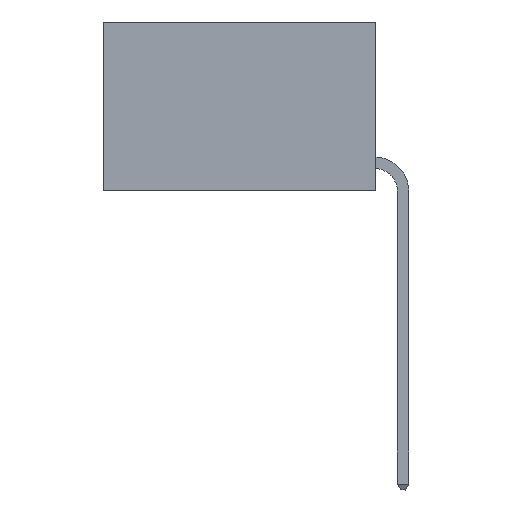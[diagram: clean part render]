
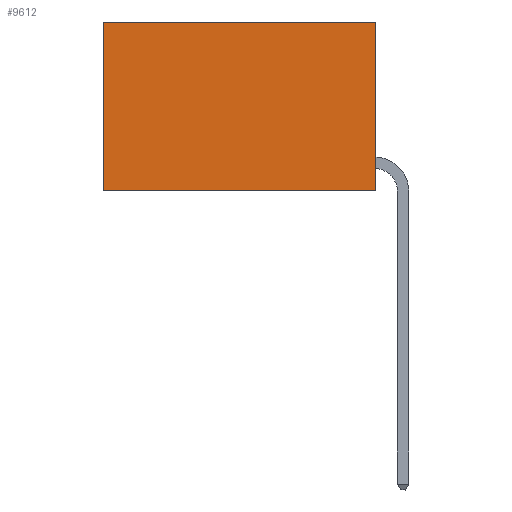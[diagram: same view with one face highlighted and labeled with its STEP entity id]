
A CAD part, left-side view. The second image highlights one B-rep face of the part: STEP entity #9612.
In plain terms, the highlighted planar face has unit normal (-1, 0, 0).
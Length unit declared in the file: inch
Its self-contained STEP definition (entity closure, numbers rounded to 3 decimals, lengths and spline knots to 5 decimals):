
#1850 = EDGE_CURVE ( 'NONE', #10709, #12978, #12714, .T. ) ;
#3639 = CARTESIAN_POINT ( 'NONE',  ( 0.2625, 0., 0. ) ) ;
#3779 = VECTOR ( 'NONE', #20829, 39.37008 ) ;
#4780 = DIRECTION ( 'NONE',  ( 0., 0., -1. ) ) ;
#5814 = CARTESIAN_POINT ( 'NONE',  ( 0.2625, 0., -0.37 ) ) ;
#5885 = ORIENTED_EDGE ( 'NONE', *, *, #1850, .F. ) ;
#5921 = DIRECTION ( 'NONE',  ( 0., 1., 0. ) ) ;
#6452 = FACE_OUTER_BOUND ( 'NONE', #21963, .T. ) ;
#6928 = AXIS2_PLACEMENT_3D ( 'NONE', #16781, #9934, #21928 ) ;
#7480 = VECTOR ( 'NONE', #4780, 39.37008 ) ;
#8057 = LINE ( 'NONE', #12179, #8612 ) ;
#8135 = VECTOR ( 'NONE', #5921, 39.37008 ) ;
#8602 = EDGE_CURVE ( 'NONE', #20990, #10709, #21240, .T. ) ;
#8612 = VECTOR ( 'NONE', #13922, 39.37008 ) ;
#9612 = ADVANCED_FACE ( 'NONE', ( #6452 ), #20214, .F. ) ;
#9934 = DIRECTION ( 'NONE',  ( 1., 0., 0. ) ) ;
#10434 = CARTESIAN_POINT ( 'NONE',  ( 0.2625, 0.6, 0. ) ) ;
#10709 = VERTEX_POINT ( 'NONE', #21651 ) ;
#11381 = CARTESIAN_POINT ( 'NONE',  ( 0.2625, 0., 0. ) ) ;
#12179 = CARTESIAN_POINT ( 'NONE',  ( 0.2625, 0.6, 0. ) ) ;
#12350 = VERTEX_POINT ( 'NONE', #10434 ) ;
#12714 = LINE ( 'NONE', #5814, #8135 ) ;
#12978 = VERTEX_POINT ( 'NONE', #14372 ) ;
#13066 = LINE ( 'NONE', #3639, #3779 ) ;
#13922 = DIRECTION ( 'NONE',  ( 0., 0., -1. ) ) ;
#14372 = CARTESIAN_POINT ( 'NONE',  ( 0.2625, 0.6, -0.37 ) ) ;
#14842 = ORIENTED_EDGE ( 'NONE', *, *, #16954, .T. ) ;
#15534 = ORIENTED_EDGE ( 'NONE', *, *, #8602, .F. ) ;
#16781 = CARTESIAN_POINT ( 'NONE',  ( 0.2625, 0., 0. ) ) ;
#16954 = EDGE_CURVE ( 'NONE', #12350, #12978, #8057, .T. ) ;
#18675 = CARTESIAN_POINT ( 'NONE',  ( 0.2625, 0., 0. ) ) ;
#20095 = EDGE_CURVE ( 'NONE', #20990, #12350, #13066, .T. ) ;
#20214 = PLANE ( 'NONE',  #6928 ) ;
#20829 = DIRECTION ( 'NONE',  ( 0., 1., 0. ) ) ;
#20990 = VERTEX_POINT ( 'NONE', #11381 ) ;
#21240 = LINE ( 'NONE', #18675, #7480 ) ;
#21651 = CARTESIAN_POINT ( 'NONE',  ( 0.2625, 0., -0.37 ) ) ;
#21928 = DIRECTION ( 'NONE',  ( 0., 0., -1. ) ) ;
#21963 = EDGE_LOOP ( 'NONE', ( #14842, #5885, #15534, #22376 ) ) ;
#22376 = ORIENTED_EDGE ( 'NONE', *, *, #20095, .T. ) ;
